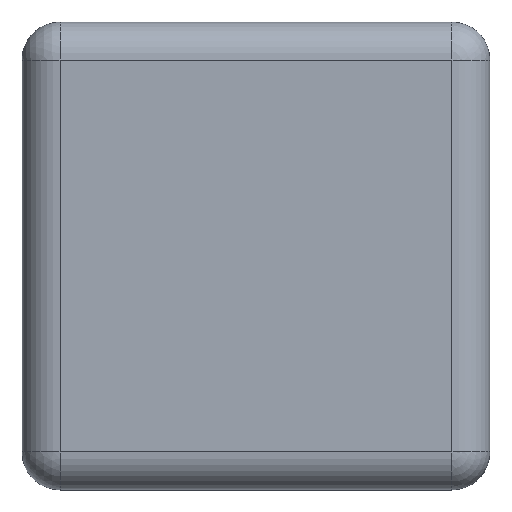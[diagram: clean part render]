
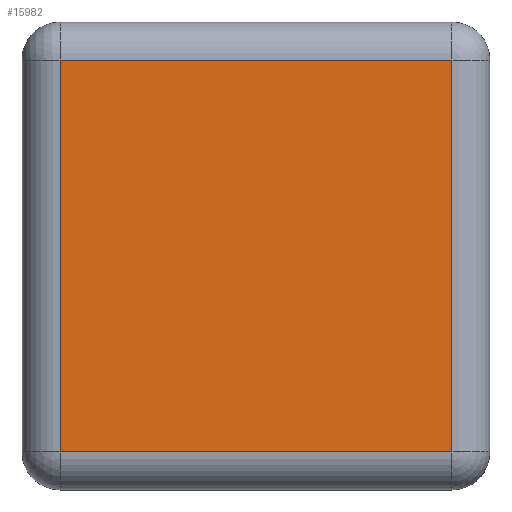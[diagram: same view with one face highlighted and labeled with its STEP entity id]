
A CAD part, front view. The second image highlights one B-rep face of the part: STEP entity #15982.
In plain terms, the highlighted planar face has unit normal (0, -1, 0).
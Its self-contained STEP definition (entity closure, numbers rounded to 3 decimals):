
#8156 = DIRECTION ( 'NONE',  ( 0., 0., -1. ) ) ;
#9021 = EDGE_LOOP ( 'NONE', ( #34311, #52170, #15498, #16000 ) ) ;
#9994 = CARTESIAN_POINT ( 'NONE',  ( 411.961, -263.243, -411.965 ) ) ;
#12403 = CARTESIAN_POINT ( 'NONE',  ( -411.961, -263.243, -411.965 ) ) ;
#13094 = CARTESIAN_POINT ( 'NONE',  ( 0., -263.243, 0. ) ) ;
#15498 = ORIENTED_EDGE ( 'NONE', *, *, #61937, .T. ) ;
#15982 = ADVANCED_FACE ( 'NONE', ( #63442 ), #63109, .T. ) ;
#16000 = ORIENTED_EDGE ( 'NONE', *, *, #32292, .T. ) ;
#16304 = VECTOR ( 'NONE', #30092, 1000. ) ;
#17651 = VECTOR ( 'NONE', #42059, 1000. ) ;
#21393 = VERTEX_POINT ( 'NONE', #9994 ) ;
#27799 = CARTESIAN_POINT ( 'NONE',  ( 411.961, -263.243, 0. ) ) ;
#27812 = CARTESIAN_POINT ( 'NONE',  ( 411.961, -263.243, 411.965 ) ) ;
#30092 = DIRECTION ( 'NONE',  ( -1., 0., 0. ) ) ;
#31135 = CARTESIAN_POINT ( 'NONE',  ( -411.961, -263.243, 411.965 ) ) ;
#32292 = EDGE_CURVE ( 'NONE', #21393, #59309, #42384, .T. ) ;
#33297 = DIRECTION ( 'NONE',  ( 0., -1., 0. ) ) ;
#34311 = ORIENTED_EDGE ( 'NONE', *, *, #39898, .T. ) ;
#39898 = EDGE_CURVE ( 'NONE', #59309, #58130, #61559, .T. ) ;
#42059 = DIRECTION ( 'NONE',  ( 0., 0., 1. ) ) ;
#42384 = LINE ( 'NONE', #27799, #17651 ) ;
#43928 = AXIS2_PLACEMENT_3D ( 'NONE', #13094, #33297, #8156 ) ;
#44584 = CARTESIAN_POINT ( 'NONE',  ( 0., -263.243, -411.965 ) ) ;
#45670 = CARTESIAN_POINT ( 'NONE',  ( 0., -263.243, 411.965 ) ) ;
#45804 = LINE ( 'NONE', #44584, #63655 ) ;
#50179 = DIRECTION ( 'NONE',  ( 0., 0., -1. ) ) ;
#52170 = ORIENTED_EDGE ( 'NONE', *, *, #60502, .T. ) ;
#53862 = DIRECTION ( 'NONE',  ( 1., 0., 0. ) ) ;
#54488 = CARTESIAN_POINT ( 'NONE',  ( -411.961, -263.243, 0. ) ) ;
#56557 = VERTEX_POINT ( 'NONE', #12403 ) ;
#57215 = VECTOR ( 'NONE', #50179, 1000. ) ;
#58130 = VERTEX_POINT ( 'NONE', #31135 ) ;
#59309 = VERTEX_POINT ( 'NONE', #27812 ) ;
#60502 = EDGE_CURVE ( 'NONE', #58130, #56557, #60777, .T. ) ;
#60777 = LINE ( 'NONE', #54488, #57215 ) ;
#61559 = LINE ( 'NONE', #45670, #16304 ) ;
#61937 = EDGE_CURVE ( 'NONE', #56557, #21393, #45804, .T. ) ;
#63109 = PLANE ( 'NONE',  #43928 ) ;
#63442 = FACE_OUTER_BOUND ( 'NONE', #9021, .T. ) ;
#63655 = VECTOR ( 'NONE', #53862, 1000. ) ;
